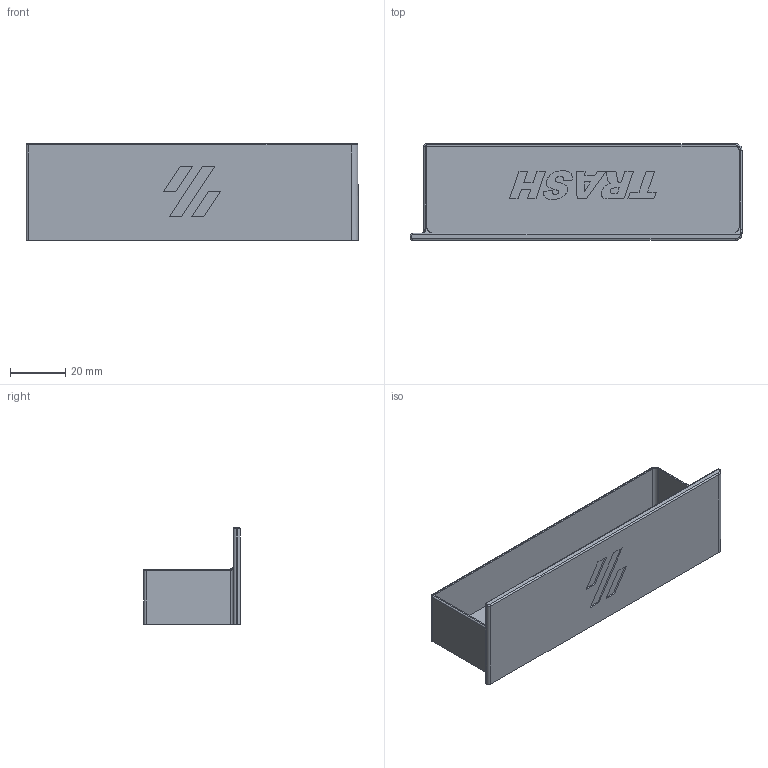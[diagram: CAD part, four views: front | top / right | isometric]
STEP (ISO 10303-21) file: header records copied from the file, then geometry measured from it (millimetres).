
FILE_DESCRIPTION(/* description */ (''),/* implementation_level */ '2;1');
FILE_NAME(/* name */ 'Trash Bin.step',/* time_stamp */ '2023-03-16T05:07:03-05:00',/* author */ (''),/* organization */ (''),/* preprocessor_version */ 'ST-DEVELOPER v19.2',/* originating_system */ 'Autodesk Translation Framework v11.17.0.187',/* authorisation */ '');
FILE_SCHEMA (('AUTOMOTIVE_DESIGN { 1 0 10303 214 3 1 1 }'));
Length unit declared in the file: millimetre
Products named in the file (1): Voron Trash Bin
Bounding box: 120 x 35 x 35 mm (x, y, z)
Volume: 20866.1 mm3; surface area: 23096.9 mm2
Topology: 1 solids, 1 shells, 148 faces, 394 edges, 256 vertices
Faces by surface type: plane 77, bspline 48, cylinder 18, torus 4, sphere 1
Entity records: 5073 total; most frequent: CARTESIAN_POINT 1653, ORIENTED_EDGE 786, DIRECTION 546, EDGE_CURVE 393, LINE 258, VECTOR 258, VERTEX_POINT 256, EDGE_LOOP 157
